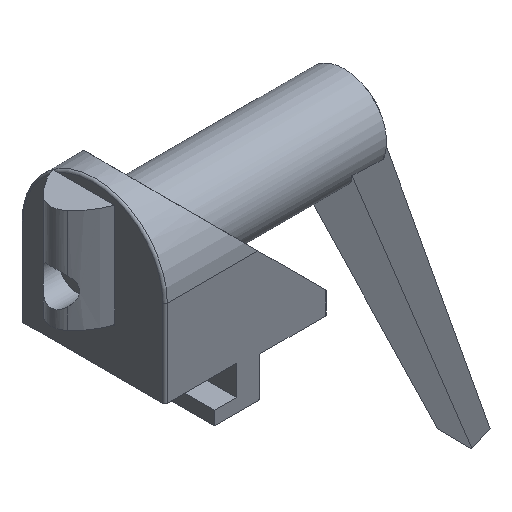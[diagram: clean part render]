
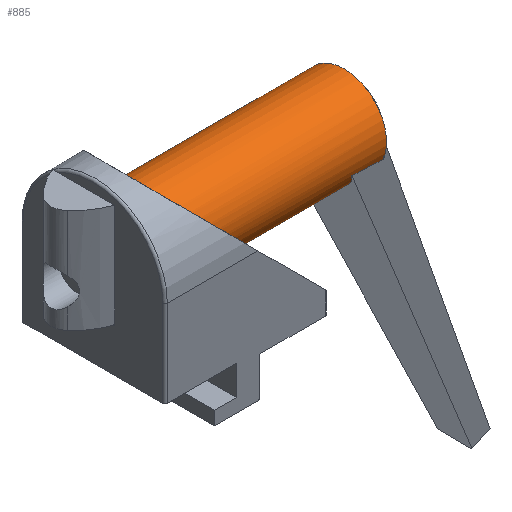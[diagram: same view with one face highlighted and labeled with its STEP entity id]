
A CAD part, isometric view. The second image highlights one B-rep face of the part: STEP entity #885.
In plain terms, the highlighted cylindrical face has radius 9.4 mm (diameter 18.8 mm), a full revolution.
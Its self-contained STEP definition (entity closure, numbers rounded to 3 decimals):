
#22=ELLIPSE('',#958,390.71,9.4);
#23=ELLIPSE('',#959,10.301,9.4);
#24=ELLIPSE('',#960,386.009,9.4);
#35=CIRCLE('',#956,9.4);
#36=CIRCLE('',#957,9.4);
#37=CIRCLE('',#961,9.4);
#67=CYLINDRICAL_SURFACE('',#955,9.4);
#123=FACE_OUTER_BOUND('',#173,.T.);
#173=EDGE_LOOP('',(#628,#629,#630,#631,#632,#633,#634,#635));
#250=LINE('',#1376,#330);
#330=VECTOR('',#1088,9.4);
#405=VERTEX_POINT('',#1373);
#406=VERTEX_POINT('',#1375);
#407=VERTEX_POINT('',#1377);
#408=VERTEX_POINT('',#1379);
#409=VERTEX_POINT('',#1381);
#410=VERTEX_POINT('',#1383);
#494=EDGE_CURVE('',#405,#405,#35,.T.);
#495=EDGE_CURVE('',#405,#406,#250,.T.);
#496=EDGE_CURVE('',#407,#406,#36,.T.);
#497=EDGE_CURVE('',#407,#408,#22,.T.);
#498=EDGE_CURVE('',#408,#409,#23,.T.);
#499=EDGE_CURVE('',#409,#410,#24,.T.);
#500=EDGE_CURVE('',#406,#410,#37,.T.);
#628=ORIENTED_EDGE('',*,*,#494,.F.);
#629=ORIENTED_EDGE('',*,*,#495,.T.);
#630=ORIENTED_EDGE('',*,*,#496,.F.);
#631=ORIENTED_EDGE('',*,*,#497,.T.);
#632=ORIENTED_EDGE('',*,*,#498,.T.);
#633=ORIENTED_EDGE('',*,*,#499,.T.);
#634=ORIENTED_EDGE('',*,*,#500,.F.);
#635=ORIENTED_EDGE('',*,*,#495,.F.);
#885=ADVANCED_FACE('',(#123),#67,.T.);
#955=AXIS2_PLACEMENT_3D('',#1372,#1084,#1085);
#956=AXIS2_PLACEMENT_3D('',#1374,#1086,#1087);
#957=AXIS2_PLACEMENT_3D('',#1378,#1089,#1090);
#958=AXIS2_PLACEMENT_3D('',#1380,#1091,#1092);
#959=AXIS2_PLACEMENT_3D('',#1382,#1093,#1094);
#960=AXIS2_PLACEMENT_3D('',#1384,#1095,#1096);
#961=AXIS2_PLACEMENT_3D('',#1385,#1097,#1098);
#1084=DIRECTION('center_axis',(-1.,0.,0.));
#1085=DIRECTION('ref_axis',(0.,0.,-1.));
#1086=DIRECTION('center_axis',(-1.,0.,0.));
#1087=DIRECTION('ref_axis',(0.,0.,-1.));
#1088=DIRECTION('',(1.,0.,0.));
#1089=DIRECTION('center_axis',(1.,0.,0.));
#1090=DIRECTION('ref_axis',(0.,0.,-1.));
#1091=DIRECTION('center_axis',(0.024,0.998,-0.061));
#1092=DIRECTION('ref_axis',(-1.,0.024,-0.001));
#1093=DIRECTION('center_axis',(-0.913,0.,
-0.409));
#1094=DIRECTION('ref_axis',(0.409,0.,-0.913));
#1095=DIRECTION('center_axis',(0.024,-0.998,-0.061));
#1096=DIRECTION('ref_axis',(-1.,-0.024,-0.001));
#1097=DIRECTION('center_axis',(1.,0.,0.));
#1098=DIRECTION('ref_axis',(0.,0.,-1.));
#1372=CARTESIAN_POINT('Origin',(-4.903,-8.689,28.382));
#1373=CARTESIAN_POINT('',(-29.753,-8.689,37.782));
#1374=CARTESIAN_POINT('Origin',(-29.753,-8.689,28.382));
#1375=CARTESIAN_POINT('',(19.947,-8.689,37.782));
#1376=CARTESIAN_POINT('',(-4.903,-8.689,37.782));
#1377=CARTESIAN_POINT('',(19.947,-0.022,24.743));
#1378=CARTESIAN_POINT('Origin',(19.947,-8.689,28.382));
#1379=CARTESIAN_POINT('',(12.764,0.184,25.278));
#1380=CARTESIAN_POINT('Origin',(388.603,-8.689,28.382));
#1381=CARTESIAN_POINT('',(12.765,-17.561,25.277));
#1382=CARTESIAN_POINT('Origin',(11.373,-8.689,28.382));
#1383=CARTESIAN_POINT('',(19.947,-17.352,24.735));
#1384=CARTESIAN_POINT('Origin',(384.149,-8.689,28.382));
#1385=CARTESIAN_POINT('Origin',(19.947,-8.689,28.382));
